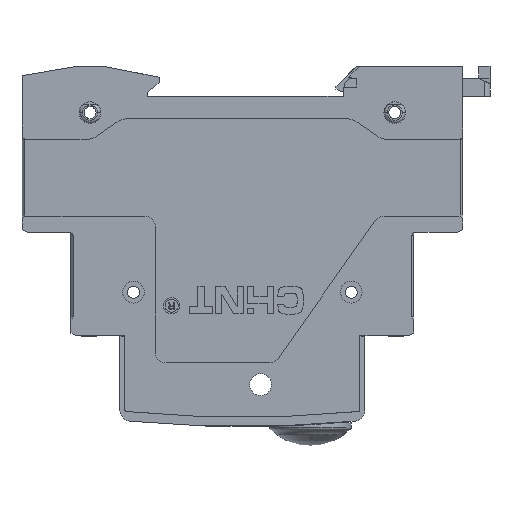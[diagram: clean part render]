
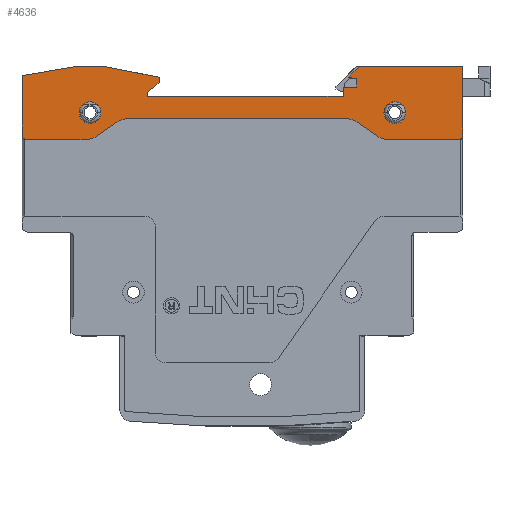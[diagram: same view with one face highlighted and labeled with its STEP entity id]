
A CAD part, front view. The second image highlights one B-rep face of the part: STEP entity #4636.
In plain terms, the highlighted planar face has unit normal (0, -1, 0).
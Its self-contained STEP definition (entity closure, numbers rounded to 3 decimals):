
#2=CARTESIAN_POINT('',(-28.,0.,-8.5));
#3=DIRECTION('',(0.,-1.,0.));
#4=DIRECTION('',(-1.,0.,0.));
#5=AXIS2_PLACEMENT_3D('',#2,#3,#4);
#7=CARTESIAN_POINT('',(-28.,0.,-8.5));
#8=DIRECTION('',(0.,-1.,0.));
#9=DIRECTION('',(1.,0.,0.));
#10=AXIS2_PLACEMENT_3D('',#7,#8,#9);
#12=CARTESIAN_POINT('',(28.,0.,-8.5));
#13=DIRECTION('',(0.,-1.,0.));
#14=DIRECTION('',(-1.,0.,0.));
#15=AXIS2_PLACEMENT_3D('',#12,#13,#14);
#17=CARTESIAN_POINT('',(28.,0.,-8.5));
#18=DIRECTION('',(0.,-1.,0.));
#19=DIRECTION('',(1.,0.,0.));
#20=AXIS2_PLACEMENT_3D('',#17,#18,#19);
#161=DIRECTION('',(0.,0.,1.));
#162=VECTOR('',#161,11.3);
#163=CARTESIAN_POINT('',(-40.5,0.,-13.));
#164=LINE('',#163,#162);
#165=DIRECTION('',(0.986,0.,0.168));
#166=VECTOR('',#165,10.143);
#167=CARTESIAN_POINT('',(-40.5,0.,-1.7));
#168=LINE('',#167,#166);
#169=DIRECTION('',(1.,0.,0.));
#170=VECTOR('',#169,5.);
#171=CARTESIAN_POINT('',(-30.5,0.,0.));
#172=LINE('',#171,#170);
#173=DIRECTION('',(0.981,0.,-0.192));
#174=VECTOR('',#173,10.394);
#175=CARTESIAN_POINT('',(-25.5,0.,0.));
#176=LINE('',#175,#174);
#177=DIRECTION('',(0.,0.,-1.));
#178=VECTOR('',#177,1.);
#179=CARTESIAN_POINT('',(-15.3,0.,-2.));
#180=LINE('',#179,#178);
#181=DIRECTION('',(-0.774,0.,-0.633));
#182=VECTOR('',#181,2.843);
#183=CARTESIAN_POINT('',(-15.3,0.,-3.));
#184=LINE('',#183,#182);
#185=DIRECTION('',(0.,0.,-1.));
#186=VECTOR('',#185,0.7);
#187=CARTESIAN_POINT('',(-17.5,0.,-4.8));
#188=LINE('',#187,#186);
#189=DIRECTION('',(-1.,0.,0.));
#190=VECTOR('',#189,2.5);
#191=CARTESIAN_POINT('',(21.,0.,-3.8));
#192=LINE('',#191,#190);
#193=DIRECTION('',(0.,0.,-1.));
#194=VECTOR('',#193,1.5);
#195=CARTESIAN_POINT('',(21.,0.,-2.3));
#196=LINE('',#195,#194);
#197=DIRECTION('',(0.981,0.,-0.196));
#198=VECTOR('',#197,1.53);
#199=CARTESIAN_POINT('',(19.5,0.,-2.));
#200=LINE('',#199,#198);
#201=DIRECTION('',(0.707,0.,0.707));
#202=VECTOR('',#201,2.828);
#203=CARTESIAN_POINT('',(19.5,0.,-2.));
#204=LINE('',#203,#202);
#205=DIRECTION('',(-0.814,0.,-0.581));
#206=VECTOR('',#205,0.86);
#207=CARTESIAN_POINT('',(40.5,0.,-13.));
#208=LINE('',#207,#206);
#209=DIRECTION('',(-1.,0.,0.));
#210=VECTOR('',#209,12.511);
#211=CARTESIAN_POINT('',(39.8,0.,-13.5));
#212=LINE('',#211,#210);
#213=CARTESIAN_POINT('',(27.289,0.,-8.5));
#214=DIRECTION('',(0.,-1.,0.));
#215=DIRECTION('',(-0.574,0.,-0.819));
#216=AXIS2_PLACEMENT_3D('',#213,#214,#215);
#218=DIRECTION('',(-0.819,0.,0.574));
#219=VECTOR('',#218,3.821);
#220=CARTESIAN_POINT('',(24.421,0.,-12.596));
#221=LINE('',#220,#219);
#222=DIRECTION('',(-1.,0.,0.));
#223=VECTOR('',#222,38.847);
#224=CARTESIAN_POINT('',(18.424,0.,-9.5));
#225=LINE('',#224,#223);
#226=DIRECTION('',(-0.819,0.,-0.574));
#227=VECTOR('',#226,3.821);
#228=CARTESIAN_POINT('',(-23.291,0.,-10.404));
#229=LINE('',#228,#227);
#230=CARTESIAN_POINT('',(-29.289,0.,-8.5));
#231=DIRECTION('',(0.,-1.,0.));
#232=DIRECTION('',(0.,0.,-1.));
#233=AXIS2_PLACEMENT_3D('',#230,#231,#232);
#235=DIRECTION('',(1.,0.,0.));
#236=VECTOR('',#235,10.511);
#237=CARTESIAN_POINT('',(-39.8,0.,-13.5));
#238=LINE('',#237,#236);
#239=DIRECTION('',(0.814,0.,-0.581));
#240=VECTOR('',#239,0.86);
#241=CARTESIAN_POINT('',(-40.5,0.,-13.));
#242=LINE('',#241,#240);
#444=DIRECTION('',(-1.,0.,0.));
#445=VECTOR('',#444,36.);
#446=CARTESIAN_POINT('',(18.5,0.,-5.5));
#447=LINE('',#446,#445);
#1462=CARTESIAN_POINT('',(-29.289,0.,-13.5));
#1481=CARTESIAN_POINT('',(-20.424,0.,-14.5));
#1482=DIRECTION('',(0.,1.,0.));
#1483=DIRECTION('',(-0.574,0.,0.819));
#1484=AXIS2_PLACEMENT_3D('',#1481,#1482,#1483);
#2377=DIRECTION('',(0.,0.,1.));
#2378=VECTOR('',#2377,13.);
#2379=CARTESIAN_POINT('',(40.5,0.,-13.));
#2380=LINE('',#2379,#2378);
#2393=DIRECTION('',(-1.,0.,0.));
#2394=VECTOR('',#2393,19.);
#2395=CARTESIAN_POINT('',(40.5,0.,0.));
#2396=LINE('',#2395,#2394);
#2429=DIRECTION('',(0.,0.,-1.));
#2430=VECTOR('',#2429,1.7);
#2431=CARTESIAN_POINT('',(18.5,0.,-3.8));
#2432=LINE('',#2431,#2430);
#2706=CARTESIAN_POINT('',(18.424,0.,-14.5));
#2707=DIRECTION('',(0.,1.,0.));
#2708=DIRECTION('',(0.,0.,1.));
#2709=AXIS2_PLACEMENT_3D('',#2706,#2707,#2708);
#3415=CARTESIAN_POINT('',(18.5,0.,-5.5));
#3417=VERTEX_POINT('',#3415);
#3473=CARTESIAN_POINT('',(21.5,0.,0.));
#3474=VERTEX_POINT('',#3473);
#3475=CARTESIAN_POINT('',(19.5,0.,-2.));
#3476=CARTESIAN_POINT('',(21.,0.,-2.3));
#3477=VERTEX_POINT('',#3475);
#3478=VERTEX_POINT('',#3476);
#3479=CARTESIAN_POINT('',(21.,0.,-3.8));
#3480=VERTEX_POINT('',#3479);
#3481=CARTESIAN_POINT('',(18.5,0.,-3.8));
#3482=VERTEX_POINT('',#3481);
#3565=CARTESIAN_POINT('',(-30.,0.,-8.5));
#3566=CARTESIAN_POINT('',(-26.,0.,-8.5));
#3567=VERTEX_POINT('',#3565);
#3568=VERTEX_POINT('',#3566);
#3569=CARTESIAN_POINT('',(26.,0.,-8.5));
#3570=CARTESIAN_POINT('',(30.,0.,-8.5));
#3571=VERTEX_POINT('',#3569);
#3572=VERTEX_POINT('',#3570);
#3659=CARTESIAN_POINT('',(40.5,0.,0.));
#3660=VERTEX_POINT('',#3659);
#3745=CARTESIAN_POINT('',(-23.291,0.,-10.404));
#3746=VERTEX_POINT('',#3745);
#3747=CARTESIAN_POINT('',(-20.424,0.,-9.5));
#3748=VERTEX_POINT('',#3747);
#3753=CARTESIAN_POINT('',(18.424,0.,-9.5));
#3754=VERTEX_POINT('',#3753);
#3755=CARTESIAN_POINT('',(21.291,0.,-10.404));
#3756=VERTEX_POINT('',#3755);
#3773=VERTEX_POINT('',#1462);
#3775=CARTESIAN_POINT('',(-26.421,0.,-12.596));
#3776=VERTEX_POINT('',#3775);
#3778=CARTESIAN_POINT('',(24.421,0.,-12.596));
#3779=CARTESIAN_POINT('',(27.289,0.,-13.5));
#3780=VERTEX_POINT('',#3778);
#3781=VERTEX_POINT('',#3779);
#3800=CARTESIAN_POINT('',(-40.5,0.,-13.));
#3801=CARTESIAN_POINT('',(-39.8,0.,-13.5));
#3802=VERTEX_POINT('',#3800);
#3803=VERTEX_POINT('',#3801);
#3822=CARTESIAN_POINT('',(40.5,0.,-13.));
#3823=CARTESIAN_POINT('',(39.8,0.,-13.5));
#3824=VERTEX_POINT('',#3822);
#3825=VERTEX_POINT('',#3823);
#4163=CARTESIAN_POINT('',(-40.5,0.,-1.7));
#4164=CARTESIAN_POINT('',(-30.5,0.,0.));
#4165=VERTEX_POINT('',#4163);
#4166=VERTEX_POINT('',#4164);
#4167=CARTESIAN_POINT('',(-25.5,0.,0.));
#4168=VERTEX_POINT('',#4167);
#4169=CARTESIAN_POINT('',(-15.3,0.,-2.));
#4170=VERTEX_POINT('',#4169);
#4171=CARTESIAN_POINT('',(-15.3,0.,-3.));
#4172=VERTEX_POINT('',#4171);
#4173=CARTESIAN_POINT('',(-17.5,0.,-4.8));
#4174=VERTEX_POINT('',#4173);
#4175=CARTESIAN_POINT('',(-17.5,0.,-5.5));
#4177=VERTEX_POINT('',#4175);
#4565=CARTESIAN_POINT('',(0.,0.,0.));
#4566=DIRECTION('',(0.,1.,0.));
#4567=DIRECTION('',(1.,0.,0.));
#4568=AXIS2_PLACEMENT_3D('',#4565,#4566,#4567);
#4569=PLANE('',#4568);
#4571=ORIENTED_EDGE('',*,*,#4570,.T.);
#4573=ORIENTED_EDGE('',*,*,#4572,.T.);
#4575=ORIENTED_EDGE('',*,*,#4574,.T.);
#4577=ORIENTED_EDGE('',*,*,#4576,.T.);
#4579=ORIENTED_EDGE('',*,*,#4578,.T.);
#4581=ORIENTED_EDGE('',*,*,#4580,.T.);
#4583=ORIENTED_EDGE('',*,*,#4582,.T.);
#4585=ORIENTED_EDGE('',*,*,#4584,.F.);
#4587=ORIENTED_EDGE('',*,*,#4586,.F.);
#4589=ORIENTED_EDGE('',*,*,#4588,.F.);
#4591=ORIENTED_EDGE('',*,*,#4590,.F.);
#4593=ORIENTED_EDGE('',*,*,#4592,.F.);
#4595=ORIENTED_EDGE('',*,*,#4594,.T.);
#4597=ORIENTED_EDGE('',*,*,#4596,.F.);
#4599=ORIENTED_EDGE('',*,*,#4598,.F.);
#4601=ORIENTED_EDGE('',*,*,#4600,.T.);
#4603=ORIENTED_EDGE('',*,*,#4602,.T.);
#4605=ORIENTED_EDGE('',*,*,#4604,.F.);
#4607=ORIENTED_EDGE('',*,*,#4606,.T.);
#4609=ORIENTED_EDGE('',*,*,#4608,.F.);
#4611=ORIENTED_EDGE('',*,*,#4610,.T.);
#4613=ORIENTED_EDGE('',*,*,#4612,.F.);
#4615=ORIENTED_EDGE('',*,*,#4614,.T.);
#4617=ORIENTED_EDGE('',*,*,#4616,.F.);
#4619=ORIENTED_EDGE('',*,*,#4618,.F.);
#4621=ORIENTED_EDGE('',*,*,#4620,.F.);
#4622=EDGE_LOOP('',(#4571,#4573,#4575,#4577,#4579,#4581,#4583,#4585,#4587,#4589,
#4591,#4593,#4595,#4597,#4599,#4601,#4603,#4605,#4607,#4609,#4611,#4613,#4615,
#4617,#4619,#4621));
#4623=FACE_OUTER_BOUND('',#4622,.F.);
#4625=ORIENTED_EDGE('',*,*,#4624,.T.);
#4627=ORIENTED_EDGE('',*,*,#4626,.T.);
#4628=EDGE_LOOP('',(#4625,#4627));
#4629=FACE_BOUND('',#4628,.F.);
#4631=ORIENTED_EDGE('',*,*,#4630,.T.);
#4633=ORIENTED_EDGE('',*,*,#4632,.T.);
#4634=EDGE_LOOP('',(#4631,#4633));
#4635=FACE_BOUND('',#4634,.F.);
#6=CIRCLE('',#5,2.);
#11=CIRCLE('',#10,2.);
#16=CIRCLE('',#15,2.);
#21=CIRCLE('',#20,2.);
#217=CIRCLE('',#216,5.);
#234=CIRCLE('',#233,5.);
#1485=CIRCLE('',#1484,5.);
#2710=CIRCLE('',#2709,5.);
#4570=EDGE_CURVE('',#3802,#4165,#164,.T.);
#4572=EDGE_CURVE('',#4165,#4166,#168,.T.);
#4574=EDGE_CURVE('',#4166,#4168,#172,.T.);
#4576=EDGE_CURVE('',#4168,#4170,#176,.T.);
#4578=EDGE_CURVE('',#4170,#4172,#180,.T.);
#4580=EDGE_CURVE('',#4172,#4174,#184,.T.);
#4582=EDGE_CURVE('',#4174,#4177,#188,.T.);
#4584=EDGE_CURVE('',#3417,#4177,#447,.T.);
#4586=EDGE_CURVE('',#3482,#3417,#2432,.T.);
#4588=EDGE_CURVE('',#3480,#3482,#192,.T.);
#4590=EDGE_CURVE('',#3478,#3480,#196,.T.);
#4592=EDGE_CURVE('',#3477,#3478,#200,.T.);
#4594=EDGE_CURVE('',#3477,#3474,#204,.T.);
#4596=EDGE_CURVE('',#3660,#3474,#2396,.T.);
#4598=EDGE_CURVE('',#3824,#3660,#2380,.T.);
#4600=EDGE_CURVE('',#3824,#3825,#208,.T.);
#4602=EDGE_CURVE('',#3825,#3781,#212,.T.);
#4604=EDGE_CURVE('',#3780,#3781,#217,.T.);
#4606=EDGE_CURVE('',#3780,#3756,#221,.T.);
#4608=EDGE_CURVE('',#3754,#3756,#2710,.T.);
#4610=EDGE_CURVE('',#3754,#3748,#225,.T.);
#4612=EDGE_CURVE('',#3746,#3748,#1485,.T.);
#4614=EDGE_CURVE('',#3746,#3776,#229,.T.);
#4616=EDGE_CURVE('',#3773,#3776,#234,.T.);
#4618=EDGE_CURVE('',#3803,#3773,#238,.T.);
#4620=EDGE_CURVE('',#3802,#3803,#242,.T.);
#4624=EDGE_CURVE('',#3567,#3568,#6,.T.);
#4626=EDGE_CURVE('',#3568,#3567,#11,.T.);
#4630=EDGE_CURVE('',#3571,#3572,#16,.T.);
#4632=EDGE_CURVE('',#3572,#3571,#21,.T.);
#4636=ADVANCED_FACE('',(#4623,#4629,#4635),#4569,.F.);
